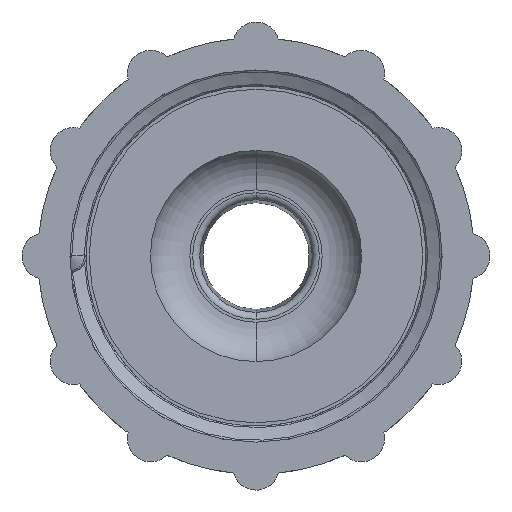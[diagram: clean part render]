
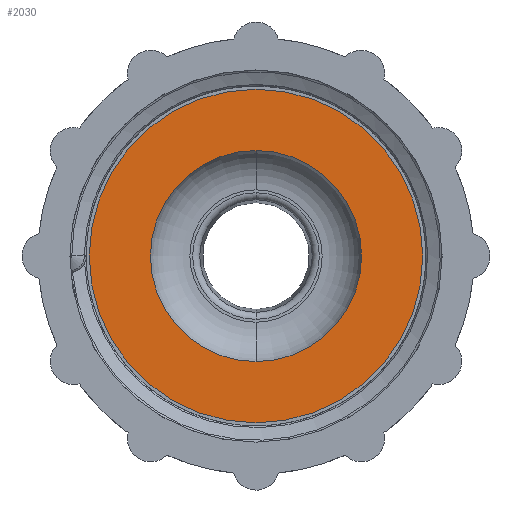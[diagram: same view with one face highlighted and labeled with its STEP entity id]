
A CAD part, left-side view. The second image highlights one B-rep face of the part: STEP entity #2030.
In plain terms, the highlighted planar face has unit normal (-1, 0, 0).
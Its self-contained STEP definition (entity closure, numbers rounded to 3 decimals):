
#1879 = EDGE_CURVE ( 'NONE', #8493, #8494, #6354, .T. ) ;
#1883 = EDGE_CURVE ( 'NONE', #8498, #8499, #6448, .T. ) ;
#1885 = EDGE_CURVE ( 'NONE', #8499, #8498, #6386, .T. ) ;
#1886 = EDGE_CURVE ( 'NONE', #8494, #8493, #6390, .T. ) ;
#2030 = ADVANCED_FACE ( 'NONE', ( #8264, #8265 ), #8266, .F. ) ;
#2749 = AXIS2_PLACEMENT_3D ( 'NONE', #8260, #8268, #8269 ) ;
#3104 = ORIENTED_EDGE ( 'NONE', *, *, #1885, .F. ) ;
#3105 = ORIENTED_EDGE ( 'NONE', *, *, #1883, .F. ) ;
#3106 = ORIENTED_EDGE ( 'NONE', *, *, #1879, .T. ) ;
#3107 = ORIENTED_EDGE ( 'NONE', *, *, #1886, .T. ) ;
#4315 = CARTESIAN_POINT ( 'NONE',  ( -1.15, 0., 11.85 ) ) ;
#4316 = CARTESIAN_POINT ( 'NONE',  ( -1.15, 0., -11.85 ) ) ;
#4320 = CARTESIAN_POINT ( 'NONE',  ( -1.15, 0., -7.5 ) ) ;
#4321 = CARTESIAN_POINT ( 'NONE',  ( -1.15, 0., 7.5 ) ) ;
#5235 = EDGE_LOOP ( 'NONE', ( #3106, #3107 ) ) ;
#5236 = EDGE_LOOP ( 'NONE', ( #3104, #3105 ) ) ;
#6354 = CIRCLE ( 'NONE', #6382, 11.85 ) ;
#6382 = AXIS2_PLACEMENT_3D ( 'NONE', #6728, #6729, #6730 ) ;
#6386 = CIRCLE ( 'NONE', #6389, 7.5 ) ;
#6389 = AXIS2_PLACEMENT_3D ( 'NONE', #6744, #6745, #6746 ) ;
#6390 = CIRCLE ( 'NONE', #6391, 11.85 ) ;
#6391 = AXIS2_PLACEMENT_3D ( 'NONE', #6747, #6748, #6749 ) ;
#6448 = CIRCLE ( 'NONE', #6451, 7.5 ) ;
#6451 = AXIS2_PLACEMENT_3D ( 'NONE', #6740, #6741, #6742 ) ;
#6728 = CARTESIAN_POINT ( 'NONE',  ( -1.15, 0., 0. ) ) ;
#6729 = DIRECTION ( 'NONE',  ( -1., 0., 0. ) ) ;
#6730 = DIRECTION ( 'NONE',  ( 0., 0., 1. ) ) ;
#6740 = CARTESIAN_POINT ( 'NONE',  ( -1.15, 0., 0. ) ) ;
#6741 = DIRECTION ( 'NONE',  ( -1., 0., 0. ) ) ;
#6742 = DIRECTION ( 'NONE',  ( 0., 0., 1. ) ) ;
#6744 = CARTESIAN_POINT ( 'NONE',  ( -1.15, 0., 0. ) ) ;
#6745 = DIRECTION ( 'NONE',  ( -1., 0., 0. ) ) ;
#6746 = DIRECTION ( 'NONE',  ( 0., 0., 1. ) ) ;
#6747 = CARTESIAN_POINT ( 'NONE',  ( -1.15, 0., 0. ) ) ;
#6748 = DIRECTION ( 'NONE',  ( -1., 0., 0. ) ) ;
#6749 = DIRECTION ( 'NONE',  ( 0., 0., 1. ) ) ;
#8260 = CARTESIAN_POINT ( 'NONE',  ( -1.15, 0., -11.85 ) ) ;
#8264 = FACE_BOUND ( 'NONE', #5236, .T. ) ;
#8265 = FACE_OUTER_BOUND ( 'NONE', #5235, .T. ) ;
#8266 = PLANE ( 'NONE',  #2749 ) ;
#8268 = DIRECTION ( 'NONE',  ( 1., 0., 0. ) ) ;
#8269 = DIRECTION ( 'NONE',  ( 0., 0., -1. ) ) ;
#8493 = VERTEX_POINT ( 'NONE', #4315 ) ;
#8494 = VERTEX_POINT ( 'NONE', #4316 ) ;
#8498 = VERTEX_POINT ( 'NONE', #4320 ) ;
#8499 = VERTEX_POINT ( 'NONE', #4321 ) ;
